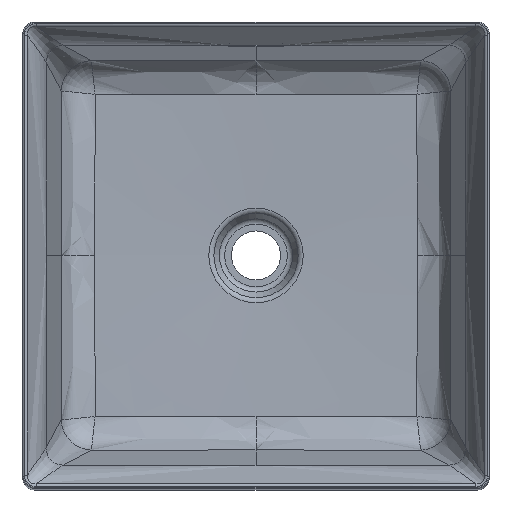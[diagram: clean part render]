
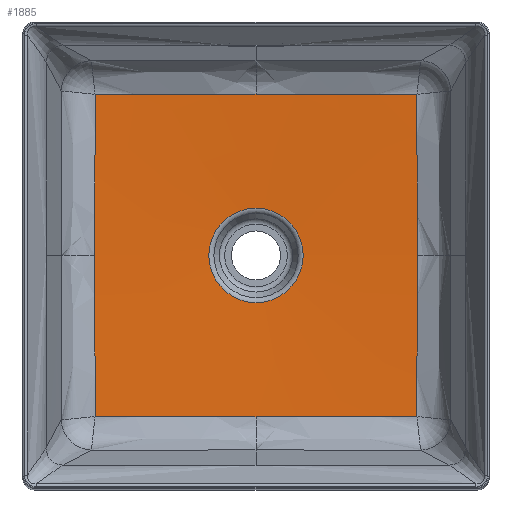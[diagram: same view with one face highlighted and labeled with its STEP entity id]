
A CAD part, top view. The second image highlights one B-rep face of the part: STEP entity #1885.
In plain terms, the highlighted conical face has half-angle 88.3 degrees and reference radius 37.5 mm.
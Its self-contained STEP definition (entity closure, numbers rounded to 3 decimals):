
#185=B_SPLINE_CURVE_WITH_KNOTS('',3,(#2562,#2563,#2564,#2565),
 .UNSPECIFIED.,.F.,.F.,(4,4),(0.,0.138),.UNSPECIFIED.);
#186=B_SPLINE_CURVE_WITH_KNOTS('',3,(#2568,#2569,#2570,#2571),
 .UNSPECIFIED.,.F.,.F.,(4,4),(0.,0.138),.UNSPECIFIED.);
#187=B_SPLINE_CURVE_WITH_KNOTS('',3,(#2573,#2574,#2575,#2576),
 .UNSPECIFIED.,.F.,.F.,(4,4),(0.004,0.142),
 .UNSPECIFIED.);
#188=B_SPLINE_CURVE_WITH_KNOTS('',3,(#2578,#2579,#2580,#2581),
 .UNSPECIFIED.,.F.,.F.,(4,4),(0.,0.138),.UNSPECIFIED.);
#189=B_SPLINE_CURVE_WITH_KNOTS('',3,(#2583,#2584,#2585,#2586),
 .UNSPECIFIED.,.F.,.F.,(4,4),(0.004,0.142),
 .UNSPECIFIED.);
#190=B_SPLINE_CURVE_WITH_KNOTS('',3,(#2588,#2589,#2590,#2591),
 .UNSPECIFIED.,.F.,.F.,(4,4),(0.004,0.142),
 .UNSPECIFIED.);
#191=B_SPLINE_CURVE_WITH_KNOTS('',3,(#2593,#2594,#2595,#2596),
 .UNSPECIFIED.,.F.,.F.,(4,4),(0.,0.138),.UNSPECIFIED.);
#192=B_SPLINE_CURVE_WITH_KNOTS('',3,(#2598,#2599,#2600,#2601),
 .UNSPECIFIED.,.F.,.F.,(4,4),(0.004,0.142),
 .UNSPECIFIED.);
#543=ORIENTED_EDGE('',*,*,#1120,.T.);
#544=ORIENTED_EDGE('',*,*,#1121,.T.);
#545=ORIENTED_EDGE('',*,*,#1122,.T.);
#546=ORIENTED_EDGE('',*,*,#1123,.T.);
#547=ORIENTED_EDGE('',*,*,#1124,.T.);
#548=ORIENTED_EDGE('',*,*,#1125,.T.);
#549=ORIENTED_EDGE('',*,*,#1126,.T.);
#550=ORIENTED_EDGE('',*,*,#1127,.T.);
#551=ORIENTED_EDGE('',*,*,#1128,.T.);
#1120=EDGE_CURVE('',#1407,#1408,#185,.F.);
#1121=EDGE_CURVE('',#1408,#1409,#186,.T.);
#1122=EDGE_CURVE('',#1409,#1410,#187,.T.);
#1123=EDGE_CURVE('',#1410,#1411,#188,.T.);
#1124=EDGE_CURVE('',#1411,#1412,#189,.T.);
#1125=EDGE_CURVE('',#1412,#1413,#190,.F.);
#1126=EDGE_CURVE('',#1413,#1414,#191,.F.);
#1127=EDGE_CURVE('',#1414,#1407,#192,.F.);
#1128=EDGE_CURVE('',#1415,#1415,#1561,.F.);
#1407=VERTEX_POINT('',#2566);
#1408=VERTEX_POINT('',#2567);
#1409=VERTEX_POINT('',#2572);
#1410=VERTEX_POINT('',#2577);
#1411=VERTEX_POINT('',#2582);
#1412=VERTEX_POINT('',#2587);
#1413=VERTEX_POINT('',#2592);
#1414=VERTEX_POINT('',#2597);
#1415=VERTEX_POINT('',#2603);
#1561=CIRCLE('',#2026,40.487);
#1607=EDGE_LOOP('',(#543,#544,#545,#546,#547,#548,#549,#550));
#1608=EDGE_LOOP('',(#551));
#1745=FACE_BOUND('',#1607,.T.);
#1746=FACE_BOUND('',#1608,.T.);
#1875=CONICAL_SURFACE('',#2025,37.5,1.541);
#1885=ADVANCED_FACE('',(#1745,#1746),#1875,.F.);
#2025=AXIS2_PLACEMENT_3D('',#2561,#2163,#2164);
#2026=AXIS2_PLACEMENT_3D('',#2602,#2165,#2166);
#2163=DIRECTION('',(0.,0.,1.));
#2164=DIRECTION('',(-1.,0.,0.));
#2165=DIRECTION('',(0.,0.,1.));
#2166=DIRECTION('',(1.,0.,0.));
#2561=CARTESIAN_POINT('',(5658.552,-7029.981,-231.262));
#2562=CARTESIAN_POINT('',(5796.74,-7029.981,-228.274));
#2563=CARTESIAN_POINT('',(5796.74,-7076.007,-228.274));
#2564=CARTESIAN_POINT('',(5796.645,-7122.029,-227.545));
#2565=CARTESIAN_POINT('',(5796.617,-7168.045,-226.58));
#2566=CARTESIAN_POINT('',(5796.617,-7168.045,-226.58));
#2567=CARTESIAN_POINT('',(5796.74,-7029.981,-228.274));
#2568=CARTESIAN_POINT('',(5796.74,-7029.981,-228.274));
#2569=CARTESIAN_POINT('',(5796.74,-6983.954,-228.274));
#2570=CARTESIAN_POINT('',(5796.645,-6937.932,-227.545));
#2571=CARTESIAN_POINT('',(5796.617,-6891.916,-226.58));
#2572=CARTESIAN_POINT('',(5796.617,-6891.916,-226.58));
#2573=CARTESIAN_POINT('',(5796.617,-6891.916,-226.58));
#2574=CARTESIAN_POINT('',(5750.601,-6891.888,-227.545));
#2575=CARTESIAN_POINT('',(5704.578,-6891.793,-228.274));
#2576=CARTESIAN_POINT('',(5658.552,-6891.793,-228.274));
#2577=CARTESIAN_POINT('',(5658.552,-6891.793,-228.274));
#2578=CARTESIAN_POINT('',(5658.552,-6891.793,-228.274));
#2579=CARTESIAN_POINT('',(5612.526,-6891.793,-228.274));
#2580=CARTESIAN_POINT('',(5566.503,-6891.888,-227.545));
#2581=CARTESIAN_POINT('',(5520.488,-6891.916,-226.58));
#2582=CARTESIAN_POINT('',(5520.488,-6891.916,-226.58));
#2583=CARTESIAN_POINT('',(5520.488,-6891.916,-226.58));
#2584=CARTESIAN_POINT('',(5520.459,-6937.932,-227.545));
#2585=CARTESIAN_POINT('',(5520.365,-6983.954,-228.274));
#2586=CARTESIAN_POINT('',(5520.365,-7029.981,-228.274));
#2587=CARTESIAN_POINT('',(5520.365,-7029.981,-228.274));
#2588=CARTESIAN_POINT('',(5520.488,-7168.045,-226.58));
#2589=CARTESIAN_POINT('',(5520.459,-7122.029,-227.545));
#2590=CARTESIAN_POINT('',(5520.365,-7076.007,-228.274));
#2591=CARTESIAN_POINT('',(5520.365,-7029.981,-228.274));
#2592=CARTESIAN_POINT('',(5520.488,-7168.045,-226.58));
#2593=CARTESIAN_POINT('',(5658.552,-7168.168,-228.274));
#2594=CARTESIAN_POINT('',(5612.526,-7168.168,-228.274));
#2595=CARTESIAN_POINT('',(5566.503,-7168.074,-227.545));
#2596=CARTESIAN_POINT('',(5520.488,-7168.045,-226.58));
#2597=CARTESIAN_POINT('',(5658.552,-7168.168,-228.274));
#2598=CARTESIAN_POINT('',(5796.617,-7168.045,-226.58));
#2599=CARTESIAN_POINT('',(5750.601,-7168.074,-227.545));
#2600=CARTESIAN_POINT('',(5704.578,-7168.168,-228.274));
#2601=CARTESIAN_POINT('',(5658.552,-7168.168,-228.274));
#2602=CARTESIAN_POINT('',(5658.552,-7029.981,-231.173));
#2603=CARTESIAN_POINT('',(5699.039,-7029.981,-231.173));
